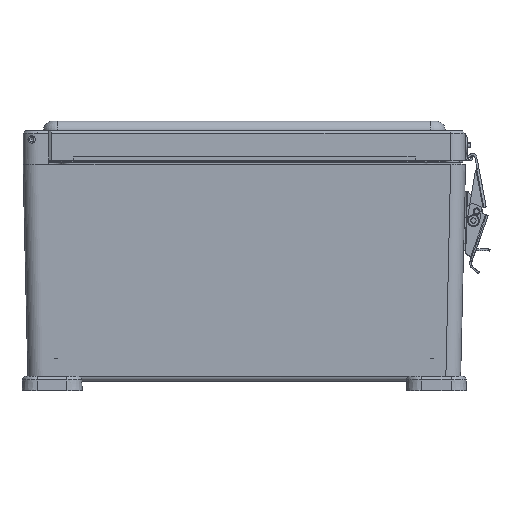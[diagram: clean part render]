
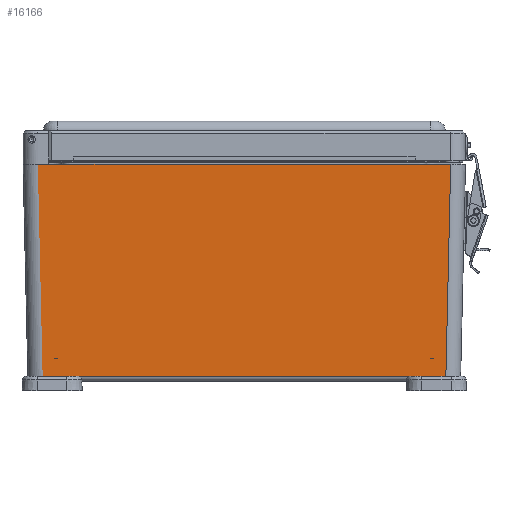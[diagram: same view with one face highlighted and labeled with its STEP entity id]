
A CAD part, left-side view. The second image highlights one B-rep face of the part: STEP entity #16166.
In plain terms, the highlighted planar face has unit normal (-1, 0, -0.023).
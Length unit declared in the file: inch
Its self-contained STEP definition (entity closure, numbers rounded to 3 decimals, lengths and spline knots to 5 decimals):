
#1596 = CARTESIAN_POINT ( 'NONE',  ( -6.60919, 5.23428, 5.5 ) ) ;
#3281 = CARTESIAN_POINT ( 'NONE',  ( -6.60919, -5.48438, 5.5 ) ) ;
#3295 = CARTESIAN_POINT ( 'NONE',  ( -6.23419, 5.23419, 5.5 ) ) ;
#3755 = CARTESIAN_POINT ( 'NONE',  ( -6.48715, -5.11224, 0.12216 ) ) ;
#7857 = VERTEX_POINT ( 'NONE', #9106 ) ;
#9106 = CARTESIAN_POINT ( 'NONE',  ( -6.60919, 4.95294, 5.5 ) ) ;
#9748 = DIRECTION ( 'NONE',  ( 1., 0., 0. ) ) ;
#10054 = VECTOR ( 'NONE', #12898, 39.37008 ) ;
#10157 = AXIS2_PLACEMENT_3D ( 'NONE', #61600, #35844, #23235 ) ;
#12898 = DIRECTION ( 'NONE',  ( 0.023, 0.023, -0.999 ) ) ;
#13472 = EDGE_CURVE ( 'NONE', #30446, #62405, #70619, .T. ) ;
#16166 = ADVANCED_FACE ( 'NONE', ( #22597 ), #29415, .T. ) ;
#17503 = VECTOR ( 'NONE', #71147, 39.37008 ) ;
#18900 = ORIENTED_EDGE ( 'NONE', *, *, #13472, .F. ) ;
#19025 = LINE ( 'NONE', #70809, #10054 ) ;
#22020 = ORIENTED_EDGE ( 'NONE', *, *, #36559, .F. ) ;
#22597 = FACE_OUTER_BOUND ( 'NONE', #52797, .T. ) ;
#23235 = DIRECTION ( 'NONE',  ( -0.023, 0., 1. ) ) ;
#24968 = DIRECTION ( 'NONE',  ( 0., 1., 0. ) ) ;
#26411 = ORIENTED_EDGE ( 'NONE', *, *, #52658, .T. ) ;
#29415 = PLANE ( 'NONE',  #10157 ) ;
#30446 = VERTEX_POINT ( 'NONE', #3755 ) ;
#32246 = DIRECTION ( 'NONE',  ( 0., 1., 0. ) ) ;
#34214 = VECTOR ( 'NONE', #32246, 39.37008 ) ;
#35844 = DIRECTION ( 'NONE',  ( -1., 0., -0.023 ) ) ;
#36559 = EDGE_CURVE ( 'NONE', #42080, #30446, #19025, .T. ) ;
#36626 = ORIENTED_EDGE ( 'NONE', *, *, #60141, .F. ) ;
#39630 = CARTESIAN_POINT ( 'NONE',  ( -6.48715, 5.11224, 0.12216 ) ) ;
#40511 = LINE ( 'NONE', #52084, #17503 ) ;
#42080 = VERTEX_POINT ( 'NONE', #78466 ) ;
#44806 = CARTESIAN_POINT ( 'NONE',  ( -6.60919, -5.48438, 5.5 ) ) ;
#46219 = VECTOR ( 'NONE', #60349, 39.37008 ) ;
#47582 = CARTESIAN_POINT ( 'NONE',  ( -6.60919, 5.23419, 5.5 ) ) ;
#49906 = AXIS2_PLACEMENT_3D ( 'NONE', #3295, #60362, #9748 ) ;
#52084 = CARTESIAN_POINT ( 'NONE',  ( -6.60919, 5.23428, 5.5 ) ) ;
#52658 = EDGE_CURVE ( 'NONE', #7857, #74214, #54204, .T. ) ;
#52797 = EDGE_LOOP ( 'NONE', ( #36626, #66885, #18900, #22020, #76855, #26411 ) ) ;
#54204 = LINE ( 'NONE', #44806, #34214 ) ;
#58565 = EDGE_CURVE ( 'NONE', #42080, #7857, #71345, .T. ) ;
#60141 = EDGE_CURVE ( 'NONE', #65916, #74214, #83022, .T. ) ;
#60349 = DIRECTION ( 'NONE',  ( 0., 1., 0. ) ) ;
#60362 = DIRECTION ( 'NONE',  ( 0., 0., 1. ) ) ;
#61600 = CARTESIAN_POINT ( 'NONE',  ( -6.48438, -5.48438, 0. ) ) ;
#62405 = VERTEX_POINT ( 'NONE', #39630 ) ;
#63941 = CARTESIAN_POINT ( 'NONE',  ( -6.48715, -2.74219, 0.12216 ) ) ;
#64632 = VECTOR ( 'NONE', #24968, 39.37008 ) ;
#65916 = VERTEX_POINT ( 'NONE', #1596 ) ;
#66885 = ORIENTED_EDGE ( 'NONE', *, *, #74867, .T. ) ;
#70619 = LINE ( 'NONE', #63941, #64632 ) ;
#70809 = CARTESIAN_POINT ( 'NONE',  ( -6.48123, -5.10633, -0.1385 ) ) ;
#71147 = DIRECTION ( 'NONE',  ( 0.023, -0.023, -0.999 ) ) ;
#71345 = LINE ( 'NONE', #3281, #46219 ) ;
#74214 = VERTEX_POINT ( 'NONE', #47582 ) ;
#74867 = EDGE_CURVE ( 'NONE', #65916, #62405, #40511, .T. ) ;
#76855 = ORIENTED_EDGE ( 'NONE', *, *, #58565, .T. ) ;
#78466 = CARTESIAN_POINT ( 'NONE',  ( -6.60919, -5.23428, 5.5 ) ) ;
#83022 = CIRCLE ( 'NONE', #49906, 0.375 ) ;
